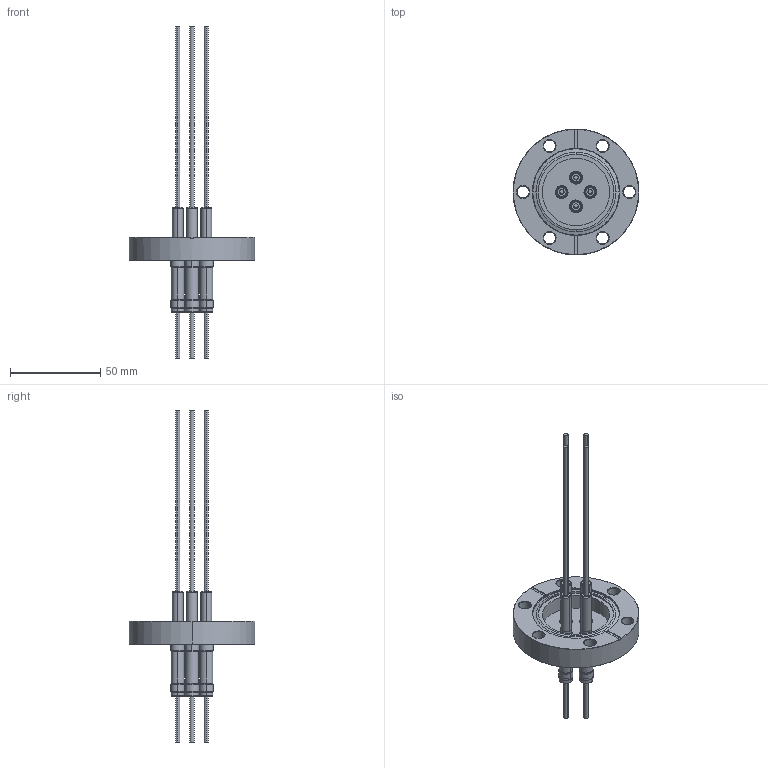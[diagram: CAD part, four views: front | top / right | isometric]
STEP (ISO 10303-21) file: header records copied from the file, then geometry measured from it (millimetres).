
FILE_DESCRIPTION (( 'STEP AP214' ), '1' );
FILE_NAME ('420XST040-10-30-4.step', '2017-07-10T09:36:28', ( 'install' ), ( '' ), 'SwSTEP 2.0', 'SolidWorks 2015', '' );
FILE_SCHEMA (( 'AUTOMOTIVE_DESIGN' ));
Length unit declared in the file: inch
Products named in the file (1): 420XST040-10-30-4
Bounding box: 69.85 x 69.85 x 184.15 mm (x, y, z)
Surface area: 26702.3 mm2 (no closed solid volume)
Topology: 0 solids, 37 shells, 254 faces, 665 edges, 443 vertices
Faces by surface type: cylinder 130, cone 60, plane 40, torus 24
Entity records: 10377 total; most frequent: CARTESIAN_POINT 3843, DIRECTION 1456, ORIENTED_EDGE 1202, EDGE_CURVE 665, AXIS2_PLACEMENT_3D 624, VERTEX_POINT 443, CIRCLE 369, EDGE_LOOP 296
